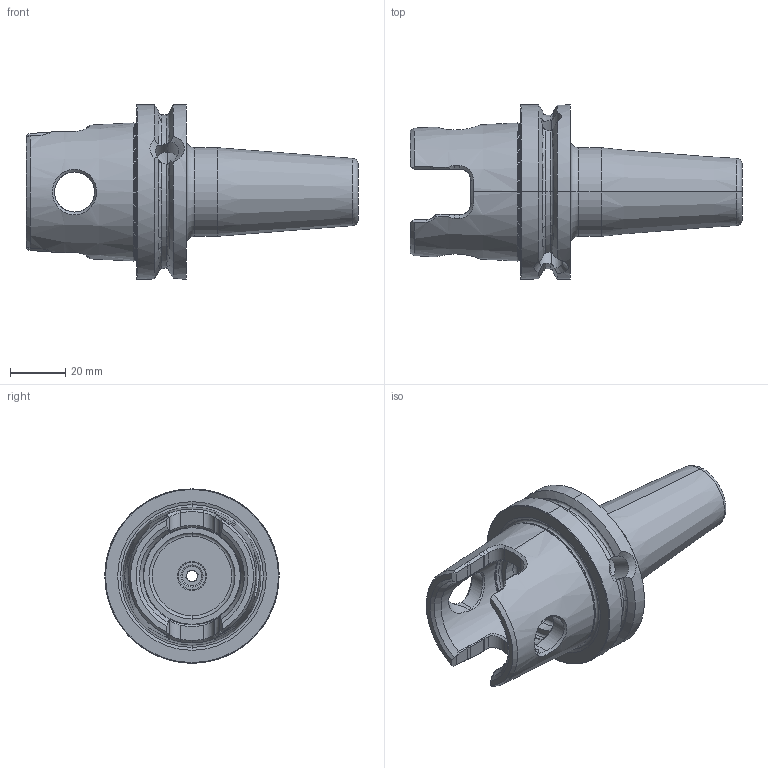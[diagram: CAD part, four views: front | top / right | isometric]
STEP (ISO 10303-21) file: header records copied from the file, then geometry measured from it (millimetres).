
FILE_DESCRIPTION (( 'STEP AP203' ), '1' );
FILE_NAME ('KY6-S10.K01.080.STEP', '2014-05-15T14:47:17', ( 'SwiAdmin' ), ( '' ), 'SwSTEP 2.0', 'SolidWorks 2012', '' );
FILE_SCHEMA (( 'CONFIG_CONTROL_DESIGN' ));
Length unit declared in the file: millimetre
Products named in the file (3): KY6-S10.K01.080; ERU-AN3.K01.020_A; KY6-S10.K01.080_A
Assembly tree (2 placements, depth 2):
  KY6-S10.K01.080
    KY6-S10.K01.080_A
    ERU-AN3.K01.020_A
Bounding box: 119.95 x 62.95 x 62.95 mm (x, y, z)
Volume: 115308.4 mm3; surface area: 27826 mm2
Topology: 2 solids, 2 shells, 272 faces, 681 edges, 412 vertices
Faces by surface type: plane 79, cylinder 60, cone 53, bspline 50, torus 30
Entity records: 10927 total; most frequent: CARTESIAN_POINT 4715, ORIENTED_EDGE 1350, DIRECTION 1055, EDGE_CURVE 675, AXIS2_PLACEMENT_3D 421, VERTEX_POINT 412, EDGE_LOOP 285, ADVANCED_FACE 272
